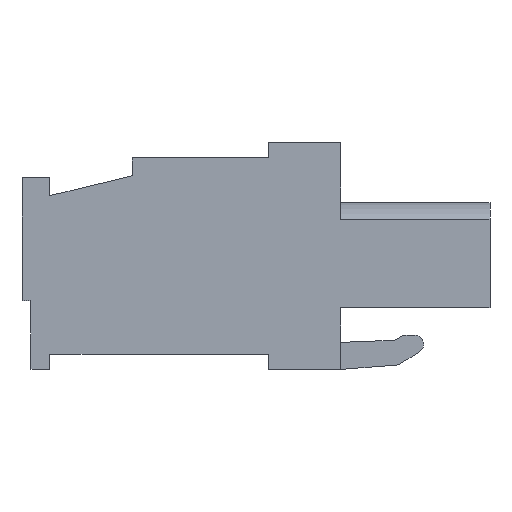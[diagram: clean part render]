
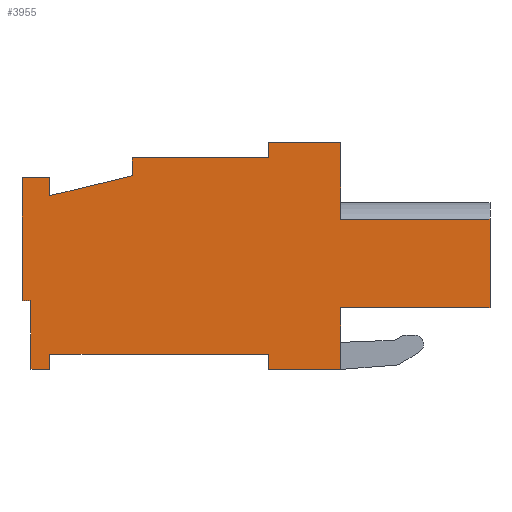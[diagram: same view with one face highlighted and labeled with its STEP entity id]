
A CAD part, left-side view. The second image highlights one B-rep face of the part: STEP entity #3955.
In plain terms, the highlighted planar face has unit normal (-1, 0, 0).
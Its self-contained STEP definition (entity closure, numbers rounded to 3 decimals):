
#16=DIRECTION('',(0.,0.,-1.));
#17=VECTOR('',#16,4.26);
#18=CARTESIAN_POINT('',(0.,0.,6.3));
#19=LINE('',#18,#17);
#20=DIRECTION('',(0.,-1.,0.));
#21=VECTOR('',#20,8.3);
#22=CARTESIAN_POINT('',(0.,0.,2.04));
#23=LINE('',#22,#21);
#24=DIRECTION('',(0.,0.,1.));
#25=VECTOR('',#24,4.92);
#26=CARTESIAN_POINT('',(0.,-8.3,-2.88));
#27=LINE('',#26,#25);
#28=DIRECTION('',(0.,-1.,0.));
#29=VECTOR('',#28,8.3);
#30=CARTESIAN_POINT('',(0.,0.,-2.88));
#31=LINE('',#30,#29);
#32=DIRECTION('',(0.,0.,-1.));
#33=VECTOR('',#32,3.42);
#34=CARTESIAN_POINT('',(0.,0.,-2.88));
#35=LINE('',#34,#33);
#36=DIRECTION('',(0.,1.,0.));
#37=VECTOR('',#36,4.);
#38=CARTESIAN_POINT('',(0.,0.,-6.3));
#39=LINE('',#38,#37);
#40=DIRECTION('',(0.,0.,-1.));
#41=VECTOR('',#40,0.85);
#42=CARTESIAN_POINT('',(0.,4.,-5.45));
#43=LINE('',#42,#41);
#44=DIRECTION('',(0.,-1.,0.));
#45=VECTOR('',#44,12.15);
#46=CARTESIAN_POINT('',(0.,16.15,-5.45));
#47=LINE('',#46,#45);
#48=DIRECTION('',(0.,0.,1.));
#49=VECTOR('',#48,0.85);
#50=CARTESIAN_POINT('',(0.,16.15,-6.3));
#51=LINE('',#50,#49);
#52=DIRECTION('',(0.,1.,0.));
#53=VECTOR('',#52,1.05);
#54=CARTESIAN_POINT('',(0.,16.15,-6.3));
#55=LINE('',#54,#53);
#56=DIRECTION('',(0.,0.,-1.));
#57=VECTOR('',#56,3.82);
#58=CARTESIAN_POINT('',(0.,17.2,-2.48));
#59=LINE('',#58,#57);
#60=DIRECTION('',(0.,-1.,0.));
#61=VECTOR('',#60,0.5);
#62=CARTESIAN_POINT('',(0.,17.7,-2.48));
#63=LINE('',#62,#61);
#64=DIRECTION('',(0.,0.,1.));
#65=VECTOR('',#64,6.83);
#66=CARTESIAN_POINT('',(0.,17.7,-2.48));
#67=LINE('',#66,#65);
#68=DIRECTION('',(0.,1.,0.));
#69=VECTOR('',#68,1.55);
#70=CARTESIAN_POINT('',(0.,16.15,4.35));
#71=LINE('',#70,#69);
#72=DIRECTION('',(0.,0.,1.));
#73=VECTOR('',#72,1.);
#74=CARTESIAN_POINT('',(0.,16.15,3.35));
#75=LINE('',#74,#73);
#76=DIRECTION('',(0.,0.972,-0.236));
#77=VECTOR('',#76,4.713);
#78=CARTESIAN_POINT('',(0.,11.57,4.462));
#79=LINE('',#78,#77);
#80=DIRECTION('',(0.,0.,-1.));
#81=VECTOR('',#80,0.988);
#82=CARTESIAN_POINT('',(0.,11.57,5.45));
#83=LINE('',#82,#81);
#84=DIRECTION('',(0.,1.,0.));
#85=VECTOR('',#84,7.57);
#86=CARTESIAN_POINT('',(0.,4.,5.45));
#87=LINE('',#86,#85);
#88=DIRECTION('',(0.,0.,-1.));
#89=VECTOR('',#88,0.85);
#90=CARTESIAN_POINT('',(0.,4.,6.3));
#91=LINE('',#90,#89);
#92=DIRECTION('',(0.,-1.,0.));
#93=VECTOR('',#92,4.);
#94=CARTESIAN_POINT('',(0.,4.,6.3));
#95=LINE('',#94,#93);
#3408=CARTESIAN_POINT('',(0.,0.,6.3));
#3409=CARTESIAN_POINT('',(0.,0.,2.04));
#3410=VERTEX_POINT('',#3408);
#3411=VERTEX_POINT('',#3409);
#3412=CARTESIAN_POINT('',(0.,0.,-2.88));
#3413=CARTESIAN_POINT('',(0.,0.,-6.3));
#3414=VERTEX_POINT('',#3412);
#3415=VERTEX_POINT('',#3413);
#3416=CARTESIAN_POINT('',(0.,4.,-6.3));
#3417=VERTEX_POINT('',#3416);
#3418=CARTESIAN_POINT('',(0.,16.15,-6.3));
#3419=CARTESIAN_POINT('',(0.,17.2,-6.3));
#3420=VERTEX_POINT('',#3418);
#3421=VERTEX_POINT('',#3419);
#3422=CARTESIAN_POINT('',(0.,17.7,-2.48));
#3423=CARTESIAN_POINT('',(0.,17.7,4.35));
#3424=VERTEX_POINT('',#3422);
#3425=VERTEX_POINT('',#3423);
#3426=CARTESIAN_POINT('',(0.,4.,6.3));
#3427=VERTEX_POINT('',#3426);
#3428=CARTESIAN_POINT('',(0.,17.2,-2.48));
#3429=VERTEX_POINT('',#3428);
#3430=CARTESIAN_POINT('',(0.,16.15,-5.45));
#3431=VERTEX_POINT('',#3430);
#3432=CARTESIAN_POINT('',(0.,4.,-5.45));
#3433=VERTEX_POINT('',#3432);
#3434=CARTESIAN_POINT('',(0.,4.,5.45));
#3435=VERTEX_POINT('',#3434);
#3436=CARTESIAN_POINT('',(0.,11.57,5.45));
#3437=VERTEX_POINT('',#3436);
#3438=CARTESIAN_POINT('',(0.,11.57,4.462));
#3439=CARTESIAN_POINT('',(0.,16.15,3.35));
#3440=VERTEX_POINT('',#3438);
#3441=VERTEX_POINT('',#3439);
#3442=CARTESIAN_POINT('',(0.,16.15,4.35));
#3443=VERTEX_POINT('',#3442);
#3444=CARTESIAN_POINT('',(0.,-8.3,-2.88));
#3445=CARTESIAN_POINT('',(0.,-8.3,2.04));
#3446=VERTEX_POINT('',#3444);
#3447=VERTEX_POINT('',#3445);
#3908=CARTESIAN_POINT('',(0.,20.952,-16.1));
#3909=DIRECTION('',(-1.,0.,0.));
#3910=DIRECTION('',(0.,-1.,0.));
#3911=AXIS2_PLACEMENT_3D('',#3908,#3909,#3910);
#3912=PLANE('',#3911);
#3914=ORIENTED_EDGE('',*,*,#3913,.T.);
#3916=ORIENTED_EDGE('',*,*,#3915,.T.);
#3918=ORIENTED_EDGE('',*,*,#3917,.F.);
#3920=ORIENTED_EDGE('',*,*,#3919,.F.);
#3922=ORIENTED_EDGE('',*,*,#3921,.T.);
#3924=ORIENTED_EDGE('',*,*,#3923,.T.);
#3926=ORIENTED_EDGE('',*,*,#3925,.F.);
#3928=ORIENTED_EDGE('',*,*,#3927,.F.);
#3930=ORIENTED_EDGE('',*,*,#3929,.F.);
#3932=ORIENTED_EDGE('',*,*,#3931,.T.);
#3934=ORIENTED_EDGE('',*,*,#3933,.F.);
#3936=ORIENTED_EDGE('',*,*,#3935,.F.);
#3938=ORIENTED_EDGE('',*,*,#3937,.T.);
#3940=ORIENTED_EDGE('',*,*,#3939,.F.);
#3942=ORIENTED_EDGE('',*,*,#3941,.F.);
#3944=ORIENTED_EDGE('',*,*,#3943,.F.);
#3946=ORIENTED_EDGE('',*,*,#3945,.F.);
#3948=ORIENTED_EDGE('',*,*,#3947,.F.);
#3950=ORIENTED_EDGE('',*,*,#3949,.F.);
#3952=ORIENTED_EDGE('',*,*,#3951,.T.);
#3953=EDGE_LOOP('',(#3914,#3916,#3918,#3920,#3922,#3924,#3926,#3928,#3930,#3932,
#3934,#3936,#3938,#3940,#3942,#3944,#3946,#3948,#3950,#3952));
#3954=FACE_OUTER_BOUND('',#3953,.F.);
#3955=ADVANCED_FACE('',(#3954),#3912,.T.);
#3913=EDGE_CURVE('',#3410,#3411,#19,.T.);
#3915=EDGE_CURVE('',#3411,#3447,#23,.T.);
#3917=EDGE_CURVE('',#3446,#3447,#27,.T.);
#3919=EDGE_CURVE('',#3414,#3446,#31,.T.);
#3921=EDGE_CURVE('',#3414,#3415,#35,.T.);
#3923=EDGE_CURVE('',#3415,#3417,#39,.T.);
#3925=EDGE_CURVE('',#3433,#3417,#43,.T.);
#3927=EDGE_CURVE('',#3431,#3433,#47,.T.);
#3929=EDGE_CURVE('',#3420,#3431,#51,.T.);
#3931=EDGE_CURVE('',#3420,#3421,#55,.T.);
#3933=EDGE_CURVE('',#3429,#3421,#59,.T.);
#3935=EDGE_CURVE('',#3424,#3429,#63,.T.);
#3937=EDGE_CURVE('',#3424,#3425,#67,.T.);
#3939=EDGE_CURVE('',#3443,#3425,#71,.T.);
#3941=EDGE_CURVE('',#3441,#3443,#75,.T.);
#3943=EDGE_CURVE('',#3440,#3441,#79,.T.);
#3945=EDGE_CURVE('',#3437,#3440,#83,.T.);
#3947=EDGE_CURVE('',#3435,#3437,#87,.T.);
#3949=EDGE_CURVE('',#3427,#3435,#91,.T.);
#3951=EDGE_CURVE('',#3427,#3410,#95,.T.);
